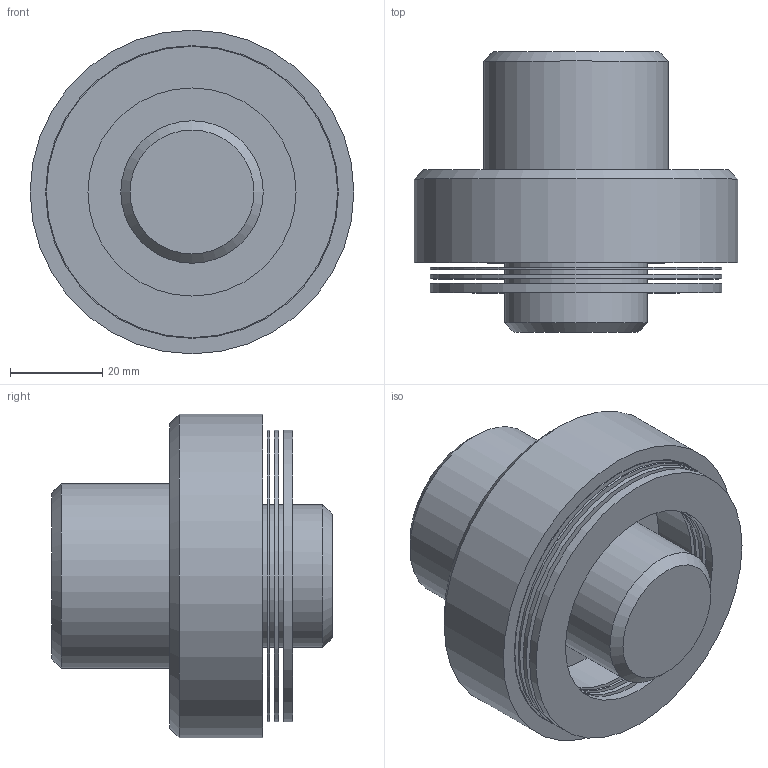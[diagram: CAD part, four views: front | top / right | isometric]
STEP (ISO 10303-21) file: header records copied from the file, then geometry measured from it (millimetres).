
FILE_DESCRIPTION(/* description */ (''),/* implementation_level */ '2;1');
FILE_NAME(/* name */ 'for_09G_-_axle_seal_installer.stp',/* time_stamp */ '2025-02-22T22:51:09-08:00',/* author */ ('Andrew'),/* organization */ (''),/* preprocessor_version */ 'ST-DEVELOPER v18.1',/* originating_system */ 'Autodesk Inventor 2021',/* authorisation */ '');
FILE_SCHEMA (('AUTOMOTIVE_DESIGN { 1 0 10303 214 3 1 1 }'));
Length unit declared in the file: millimetre
Products named in the file (1): for_09G_-_axle_seal_installer
Bounding box: 70 x 60.6 x 70 mm (x, y, z)
Volume: 115460.8 mm3; surface area: 42462.9 mm2
Topology: 7 solids, 7 shells, 37 faces, 57 edges, 38 vertices
Faces by surface type: plane 18, cylinder 16, cone 3
Full cylindrical faces by diameter (mm): 15 x1, 15.3 x1, 25 x1, 25.3 x1, 30.8 x1, 39.878 x1, 45 x4, 63 x4, 63.3 x1, 70 x1
Entity records: 904 total; most frequent: DIRECTION 171, CARTESIAN_POINT 133, ORIENTED_EDGE 114, AXIS2_PLACEMENT_3D 76, EDGE_CURVE 57, EDGE_LOOP 51, CIRCLE 38, VERTEX_POINT 38
